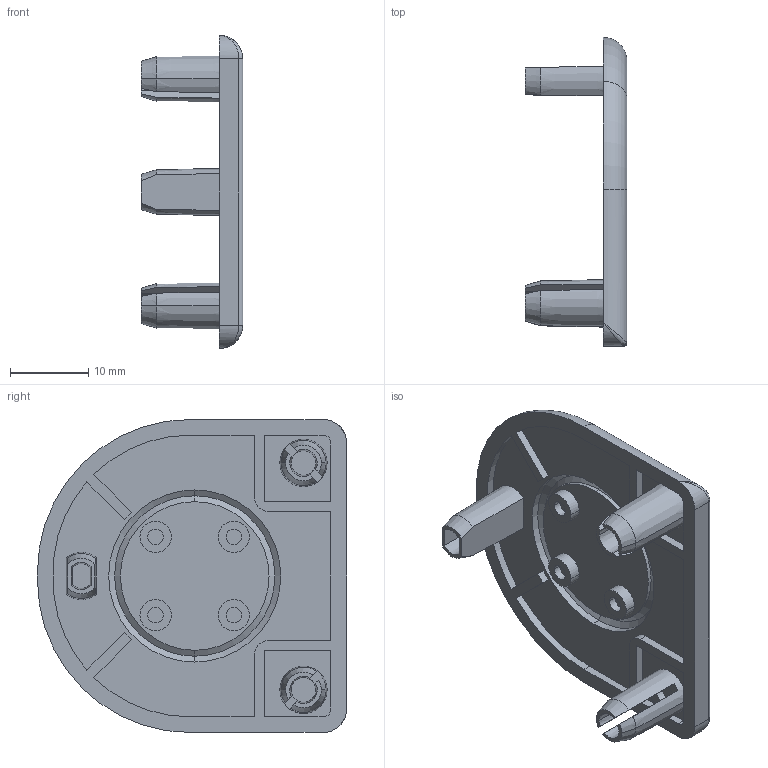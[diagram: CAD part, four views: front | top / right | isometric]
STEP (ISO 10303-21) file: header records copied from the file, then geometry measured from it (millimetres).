
FILE_DESCRIPTION(('STEP AP214'),'1');
FILE_NAME('cctmp_B91E2D5E-A69E-4A2F-BDD2-78C52B06553C_2022_08_02_15_48_35_0183_14128..stp','2022-08-02T13:48:35',('Bosch Rexroth AG'),('CADClick - www.CADClick.com'),'Spatial InterOp 3D',' ','unknown authorization - (Healing Option Enabled)');
FILE_SCHEMA(('AUTOMOTIVE_DESIGN'));
Length unit declared in the file: millimetre
Products named in the file (1): 2022_08_02_15_48_35_0183
Bounding box: 13 x 39.5 x 40 mm (x, y, z)
Volume: 3228.4 mm3; surface area: 4462 mm2
Topology: 1 solids, 1 shells, 131 faces, 321 edges, 207 vertices
Faces by surface type: plane 59, cylinder 36, cone 30, torus 4, bspline 2
Entity records: 6669 total; most frequent: CARTESIAN_POINT 2506, DIRECTION 671, ORIENTED_EDGE 638, EDGE_CURVE 319, AXIS2_PLACEMENT_3D 264, VERTEX_POINT 207, EDGE_LOOP 148, LINE 143
